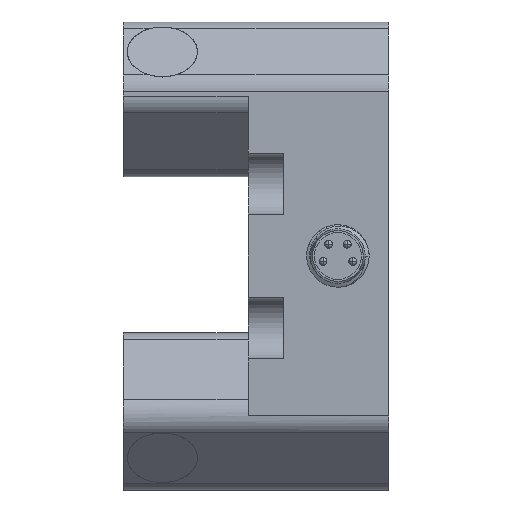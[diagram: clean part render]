
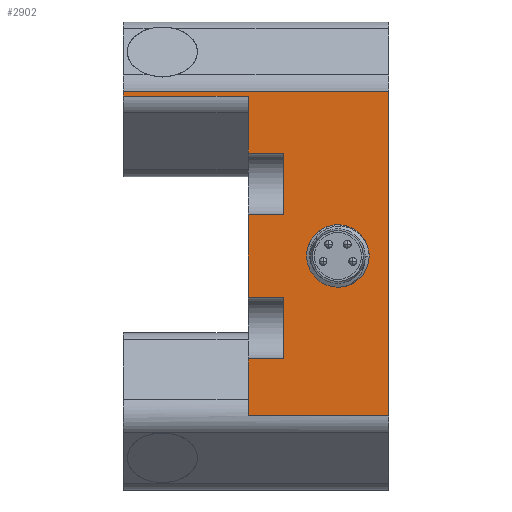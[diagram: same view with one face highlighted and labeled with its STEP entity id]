
A CAD part, left-side view. The second image highlights one B-rep face of the part: STEP entity #2902.
In plain terms, the highlighted planar face has unit normal (-1, 0, 0).
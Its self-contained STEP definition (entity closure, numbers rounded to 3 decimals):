
#56 = ORIENTED_EDGE ( 'NONE', *, *, #9391, .F. ) ;
#224 = LINE ( 'NONE', #8973, #3286 ) ;
#241 = LINE ( 'NONE', #3695, #8350 ) ;
#368 = VERTEX_POINT ( 'NONE', #2771 ) ;
#469 = CARTESIAN_POINT ( 'NONE',  ( -30., 13.5, -50.495 ) ) ;
#502 = LINE ( 'NONE', #2083, #6819 ) ;
#552 = VECTOR ( 'NONE', #10182, 1000. ) ;
#829 = ORIENTED_EDGE ( 'NONE', *, *, #2142, .T. ) ;
#859 = CARTESIAN_POINT ( 'NONE',  ( -30., 18., -16.8 ) ) ;
#892 = EDGE_CURVE ( 'NONE', #7221, #4205, #502, .T. ) ;
#926 = VECTOR ( 'NONE', #3100, 1000. ) ;
#939 = CARTESIAN_POINT ( 'NONE',  ( -30., 18., -35.3 ) ) ;
#994 = CARTESIAN_POINT ( 'NONE',  ( -30., 18., -50.495 ) ) ;
#1373 = CARTESIAN_POINT ( 'NONE',  ( -30., 34., -9.505 ) ) ;
#1425 = CARTESIAN_POINT ( 'NONE',  ( -30., 13.5, -16.8 ) ) ;
#1535 = CIRCLE ( 'NONE', #2375, 3.65 ) ;
#1545 = EDGE_CURVE ( 'NONE', #3839, #7698, #8663, .T. ) ;
#1561 = EDGE_CURVE ( 'NONE', #3668, #8413, #7973, .T. ) ;
#1674 = LINE ( 'NONE', #9619, #6564 ) ;
#1712 = DIRECTION ( 'NONE',  ( 0., -1., 0. ) ) ;
#1866 = ORIENTED_EDGE ( 'NONE', *, *, #5884, .T. ) ;
#1966 = ORIENTED_EDGE ( 'NONE', *, *, #1545, .T. ) ;
#1986 = LINE ( 'NONE', #5052, #2092 ) ;
#2051 = DIRECTION ( 'NONE',  ( 0., 0., -1. ) ) ;
#2083 = CARTESIAN_POINT ( 'NONE',  ( -30., 18., -50.495 ) ) ;
#2092 = VECTOR ( 'NONE', #2830, 1000. ) ;
#2142 = EDGE_CURVE ( 'NONE', #7221, #368, #224, .T. ) ;
#2375 = AXIS2_PLACEMENT_3D ( 'NONE', #5342, #6975, #9479 ) ;
#2403 = CARTESIAN_POINT ( 'NONE',  ( -30., 18., -24.7 ) ) ;
#2488 = LINE ( 'NONE', #8900, #5103 ) ;
#2603 = CIRCLE ( 'NONE', #6649, 3.65 ) ;
#2686 = CARTESIAN_POINT ( 'NONE',  ( -30., 6.5, -33.65 ) ) ;
#2771 = CARTESIAN_POINT ( 'NONE',  ( -30., 13.5, -35.3 ) ) ;
#2806 = VECTOR ( 'NONE', #10262, 1000. ) ;
#2830 = DIRECTION ( 'NONE',  ( 0., 0., 1. ) ) ;
#2840 = CARTESIAN_POINT ( 'NONE',  ( -30., 34., -8.894 ) ) ;
#2888 = VERTEX_POINT ( 'NONE', #7242 ) ;
#2902 = ADVANCED_FACE ( 'NONE', ( #4072, #3427 ), #9678, .F. ) ;
#3002 = DIRECTION ( 'NONE',  ( 0., 0., -1. ) ) ;
#3100 = DIRECTION ( 'NONE',  ( 0., 0., 1. ) ) ;
#3121 = CARTESIAN_POINT ( 'NONE',  ( -30., 34., -8.894 ) ) ;
#3190 = CARTESIAN_POINT ( 'NONE',  ( -30., 18., -43.2 ) ) ;
#3213 = CARTESIAN_POINT ( 'NONE',  ( -30., 18., -50.495 ) ) ;
#3235 = VECTOR ( 'NONE', #2051, 1000. ) ;
#3286 = VECTOR ( 'NONE', #1712, 1000. ) ;
#3427 = FACE_BOUND ( 'NONE', #10018, .T. ) ;
#3432 = VERTEX_POINT ( 'NONE', #8055 ) ;
#3476 = AXIS2_PLACEMENT_3D ( 'NONE', #994, #4951, #8190 ) ;
#3668 = VERTEX_POINT ( 'NONE', #8722 ) ;
#3692 = CARTESIAN_POINT ( 'NONE',  ( -30., 6.5, -30. ) ) ;
#3695 = CARTESIAN_POINT ( 'NONE',  ( -30., 18., -24.7 ) ) ;
#3744 = VECTOR ( 'NONE', #3002, 1000. ) ;
#3756 = LINE ( 'NONE', #469, #3235 ) ;
#3839 = VERTEX_POINT ( 'NONE', #9976 ) ;
#3858 = LINE ( 'NONE', #7073, #3744 ) ;
#4000 = EDGE_CURVE ( 'NONE', #7358, #10300, #2603, .T. ) ;
#4072 = FACE_OUTER_BOUND ( 'NONE', #9940, .T. ) ;
#4100 = LINE ( 'NONE', #9713, #6727 ) ;
#4115 = EDGE_CURVE ( 'NONE', #6405, #7698, #4100, .T. ) ;
#4164 = ORIENTED_EDGE ( 'NONE', *, *, #5360, .T. ) ;
#4169 = DIRECTION ( 'NONE',  ( 0., -1., 0. ) ) ;
#4205 = VERTEX_POINT ( 'NONE', #2403 ) ;
#4332 = ORIENTED_EDGE ( 'NONE', *, *, #5070, .T. ) ;
#4370 = ORIENTED_EDGE ( 'NONE', *, *, #1561, .F. ) ;
#4534 = CARTESIAN_POINT ( 'NONE',  ( -30., 6.5, -26.35 ) ) ;
#4617 = ORIENTED_EDGE ( 'NONE', *, *, #5721, .T. ) ;
#4779 = VECTOR ( 'NONE', #6346, 1000. ) ;
#4916 = DIRECTION ( 'NONE',  ( 0., -1., 0. ) ) ;
#4951 = DIRECTION ( 'NONE',  ( 1., 0., 0. ) ) ;
#5052 = CARTESIAN_POINT ( 'NONE',  ( -30., 18., -50.495 ) ) ;
#5070 = EDGE_CURVE ( 'NONE', #10300, #7358, #1535, .T. ) ;
#5073 = ORIENTED_EDGE ( 'NONE', *, *, #4000, .T. ) ;
#5103 = VECTOR ( 'NONE', #4916, 1000. ) ;
#5300 = DIRECTION ( 'NONE',  ( 0., 0., 1. ) ) ;
#5342 = CARTESIAN_POINT ( 'NONE',  ( -30., 6.5, -30. ) ) ;
#5360 = EDGE_CURVE ( 'NONE', #9812, #8102, #3756, .T. ) ;
#5423 = EDGE_CURVE ( 'NONE', #368, #3432, #3858, .T. ) ;
#5427 = CARTESIAN_POINT ( 'NONE',  ( -30., 0., -50.495 ) ) ;
#5512 = LINE ( 'NONE', #3190, #2806 ) ;
#5721 = EDGE_CURVE ( 'NONE', #3668, #3839, #1674, .T. ) ;
#5776 = ORIENTED_EDGE ( 'NONE', *, *, #5423, .T. ) ;
#5884 = EDGE_CURVE ( 'NONE', #3432, #8413, #5512, .T. ) ;
#6346 = DIRECTION ( 'NONE',  ( 0., 0., 1. ) ) ;
#6405 = VERTEX_POINT ( 'NONE', #2840 ) ;
#6564 = VECTOR ( 'NONE', #4169, 1000. ) ;
#6649 = AXIS2_PLACEMENT_3D ( 'NONE', #3692, #10122, #8606 ) ;
#6658 = VECTOR ( 'NONE', #7921, 1000. ) ;
#6727 = VECTOR ( 'NONE', #9610, 1000. ) ;
#6819 = VECTOR ( 'NONE', #5300, 1000. ) ;
#6922 = CARTESIAN_POINT ( 'NONE',  ( -30., 18., -43.2 ) ) ;
#6975 = DIRECTION ( 'NONE',  ( 1., 0., 0. ) ) ;
#7073 = CARTESIAN_POINT ( 'NONE',  ( -30., 13.5, -50.495 ) ) ;
#7184 = LINE ( 'NONE', #7979, #552 ) ;
#7191 = ORIENTED_EDGE ( 'NONE', *, *, #10075, .F. ) ;
#7221 = VERTEX_POINT ( 'NONE', #939 ) ;
#7242 = CARTESIAN_POINT ( 'NONE',  ( -30., 18., -9.505 ) ) ;
#7358 = VERTEX_POINT ( 'NONE', #4534 ) ;
#7698 = VERTEX_POINT ( 'NONE', #10065 ) ;
#7754 = ORIENTED_EDGE ( 'NONE', *, *, #9585, .T. ) ;
#7806 = VERTEX_POINT ( 'NONE', #859 ) ;
#7843 = ORIENTED_EDGE ( 'NONE', *, *, #10376, .T. ) ;
#7911 = ORIENTED_EDGE ( 'NONE', *, *, #10063, .T. ) ;
#7921 = DIRECTION ( 'NONE',  ( 0., 0., 1. ) ) ;
#7973 = LINE ( 'NONE', #3213, #6658 ) ;
#7979 = CARTESIAN_POINT ( 'NONE',  ( -30., 34., -9.505 ) ) ;
#8055 = CARTESIAN_POINT ( 'NONE',  ( -30., 13.5, -43.2 ) ) ;
#8096 = ORIENTED_EDGE ( 'NONE', *, *, #4115, .F. ) ;
#8102 = VERTEX_POINT ( 'NONE', #9435 ) ;
#8190 = DIRECTION ( 'NONE',  ( 0., 0., 1. ) ) ;
#8350 = VECTOR ( 'NONE', #10024, 1000. ) ;
#8413 = VERTEX_POINT ( 'NONE', #6922 ) ;
#8606 = DIRECTION ( 'NONE',  ( 0., 0., -1. ) ) ;
#8663 = LINE ( 'NONE', #5427, #926 ) ;
#8722 = CARTESIAN_POINT ( 'NONE',  ( -30., 18., -50.495 ) ) ;
#8900 = CARTESIAN_POINT ( 'NONE',  ( -30., 18., -16.8 ) ) ;
#8973 = CARTESIAN_POINT ( 'NONE',  ( -30., 18., -35.3 ) ) ;
#9391 = EDGE_CURVE ( 'NONE', #9916, #6405, #9530, .T. ) ;
#9435 = CARTESIAN_POINT ( 'NONE',  ( -30., 13.5, -24.7 ) ) ;
#9479 = DIRECTION ( 'NONE',  ( 0., 0., -1. ) ) ;
#9530 = LINE ( 'NONE', #3121, #4779 ) ;
#9585 = EDGE_CURVE ( 'NONE', #7806, #9812, #2488, .T. ) ;
#9610 = DIRECTION ( 'NONE',  ( 0., -1., 0. ) ) ;
#9619 = CARTESIAN_POINT ( 'NONE',  ( -30., 18., -50.495 ) ) ;
#9678 = PLANE ( 'NONE',  #3476 ) ;
#9713 = CARTESIAN_POINT ( 'NONE',  ( -30., 18., -8.894 ) ) ;
#9812 = VERTEX_POINT ( 'NONE', #1425 ) ;
#9889 = ORIENTED_EDGE ( 'NONE', *, *, #892, .F. ) ;
#9916 = VERTEX_POINT ( 'NONE', #1373 ) ;
#9940 = EDGE_LOOP ( 'NONE', ( #4164, #7911, #9889, #829, #5776, #1866, #4370, #4617, #1966, #8096, #56, #7843, #7191, #7754 ) ) ;
#9976 = CARTESIAN_POINT ( 'NONE',  ( -30., 0., -50.495 ) ) ;
#10018 = EDGE_LOOP ( 'NONE', ( #5073, #4332 ) ) ;
#10024 = DIRECTION ( 'NONE',  ( 0., 1., 0. ) ) ;
#10063 = EDGE_CURVE ( 'NONE', #8102, #4205, #241, .T. ) ;
#10065 = CARTESIAN_POINT ( 'NONE',  ( -30., 0., -8.894 ) ) ;
#10075 = EDGE_CURVE ( 'NONE', #7806, #2888, #1986, .T. ) ;
#10122 = DIRECTION ( 'NONE',  ( 1., 0., 0. ) ) ;
#10182 = DIRECTION ( 'NONE',  ( 0., -1., 0. ) ) ;
#10262 = DIRECTION ( 'NONE',  ( 0., 1., 0. ) ) ;
#10300 = VERTEX_POINT ( 'NONE', #2686 ) ;
#10376 = EDGE_CURVE ( 'NONE', #9916, #2888, #7184, .T. ) ;
